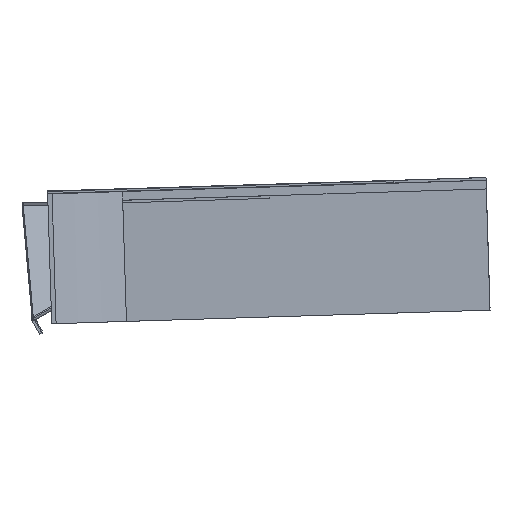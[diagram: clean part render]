
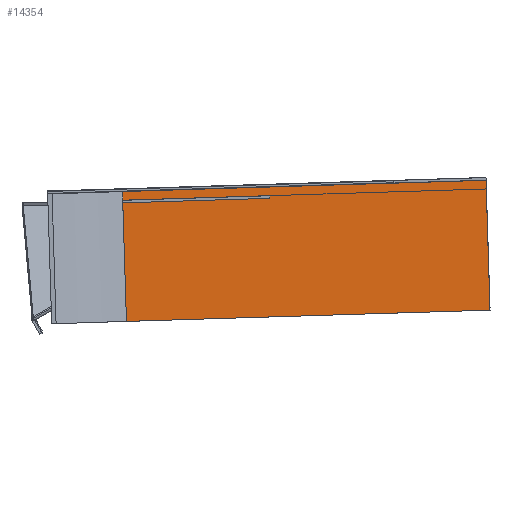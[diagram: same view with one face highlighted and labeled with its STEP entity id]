
A CAD part, left-side view. The second image highlights one B-rep face of the part: STEP entity #14354.
In plain terms, the highlighted planar face has unit normal (-1, 0, -0.002).
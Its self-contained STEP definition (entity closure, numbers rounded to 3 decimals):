
#14208=CARTESIAN_POINT('Vertex',(-181.752,0.,-81.773)) ;
#14211=CARTESIAN_POINT('Line Origine',(-181.752,0.,-6.773)) ;
#14215=CARTESIAN_POINT('Vertex',(-181.752,0.,55.227)) ;
#14222=CARTESIAN_POINT('Vertex',(-181.752,0.,58.227)) ;
#14225=CARTESIAN_POINT('Line Origine',(-181.752,0.,-6.773)) ;
#14229=CARTESIAN_POINT('Vertex',(-181.752,0.,68.227)) ;
#14265=CARTESIAN_POINT('Line Origine',(-181.752,-85.,55.227)) ;
#14269=CARTESIAN_POINT('Vertex',(-181.752,-170.,55.227)) ;
#14296=CARTESIAN_POINT('Line Origine',(-181.752,-170.,56.727)) ;
#14300=CARTESIAN_POINT('Vertex',(-181.752,-170.,58.227)) ;
#14315=CARTESIAN_POINT('Axis2P3D Location',(-181.752,0.,-81.773)) ;
#14320=CARTESIAN_POINT('Line Origine',(-181.752,-85.,58.227)) ;
#14325=CARTESIAN_POINT('Line Origine',(-181.752,-210.,-81.773)) ;
#14329=CARTESIAN_POINT('Vertex',(-181.752,-420.,-81.773)) ;
#14332=CARTESIAN_POINT('Line Origine',(-181.752,-420.,-6.773)) ;
#14336=CARTESIAN_POINT('Vertex',(-181.752,-420.,68.227)) ;
#14339=CARTESIAN_POINT('Line Origine',(-181.752,-210.,68.227)) ;
#14212=DIRECTION('Vector Direction',(0.,0.,1.)) ;
#14226=DIRECTION('Vector Direction',(0.,0.,1.)) ;
#14266=DIRECTION('Vector Direction',(0.,1.,0.)) ;
#14297=DIRECTION('Vector Direction',(0.,0.,-1.)) ;
#14316=DIRECTION('Axis2P3D Direction',(1.,0.,0.)) ;
#14317=DIRECTION('Axis2P3D XDirection',(0.,0.,1.)) ;
#14321=DIRECTION('Vector Direction',(0.,-1.,0.)) ;
#14326=DIRECTION('Vector Direction',(0.,-1.,0.)) ;
#14333=DIRECTION('Vector Direction',(0.,0.,1.)) ;
#14340=DIRECTION('Vector Direction',(0.,-1.,0.)) ;
#14318=AXIS2_PLACEMENT_3D('Plane Axis2P3D',#14315,#14316,#14317) ;
#14345=ORIENTED_EDGE('',*,*,#14324,.T.) ;
#14346=ORIENTED_EDGE('',*,*,#14302,.T.) ;
#14347=ORIENTED_EDGE('',*,*,#14271,.T.) ;
#14348=ORIENTED_EDGE('',*,*,#14217,.F.) ;
#14349=ORIENTED_EDGE('',*,*,#14331,.T.) ;
#14350=ORIENTED_EDGE('',*,*,#14338,.T.) ;
#14351=ORIENTED_EDGE('',*,*,#14343,.F.) ;
#14352=ORIENTED_EDGE('',*,*,#14231,.F.) ;
#14213=VECTOR('Line Direction',#14212,1.) ;
#14227=VECTOR('Line Direction',#14226,1.) ;
#14267=VECTOR('Line Direction',#14266,1.) ;
#14298=VECTOR('Line Direction',#14297,1.) ;
#14322=VECTOR('Line Direction',#14321,1.) ;
#14327=VECTOR('Line Direction',#14326,1.) ;
#14334=VECTOR('Line Direction',#14333,1.) ;
#14341=VECTOR('Line Direction',#14340,1.) ;
#14354=ADVANCED_FACE('',(#14353),#14319,.F.) ;
#14217=EDGE_CURVE('',#14209,#14216,#14214,.T.) ;
#14231=EDGE_CURVE('',#14223,#14230,#14228,.T.) ;
#14271=EDGE_CURVE('',#14270,#14216,#14268,.T.) ;
#14302=EDGE_CURVE('',#14301,#14270,#14299,.T.) ;
#14324=EDGE_CURVE('',#14223,#14301,#14323,.T.) ;
#14331=EDGE_CURVE('',#14209,#14330,#14328,.T.) ;
#14338=EDGE_CURVE('',#14330,#14337,#14335,.T.) ;
#14343=EDGE_CURVE('',#14230,#14337,#14342,.T.) ;
#14344=EDGE_LOOP('',(#14345,#14346,#14347,#14348,#14349,#14350,#14351,#14352)) ;
#14353=FACE_OUTER_BOUND('',#14344,.T.) ;
#14214=LINE('Line',#14211,#14213) ;
#14228=LINE('Line',#14225,#14227) ;
#14268=LINE('Line',#14265,#14267) ;
#14299=LINE('Line',#14296,#14298) ;
#14323=LINE('Line',#14320,#14322) ;
#14328=LINE('Line',#14325,#14327) ;
#14335=LINE('Line',#14332,#14334) ;
#14342=LINE('Line',#14339,#14341) ;
#14319=PLANE('Plane',#14318) ;
#14209=VERTEX_POINT('',#14208) ;
#14216=VERTEX_POINT('',#14215) ;
#14223=VERTEX_POINT('',#14222) ;
#14230=VERTEX_POINT('',#14229) ;
#14270=VERTEX_POINT('',#14269) ;
#14301=VERTEX_POINT('',#14300) ;
#14330=VERTEX_POINT('',#14329) ;
#14337=VERTEX_POINT('',#14336) ;
